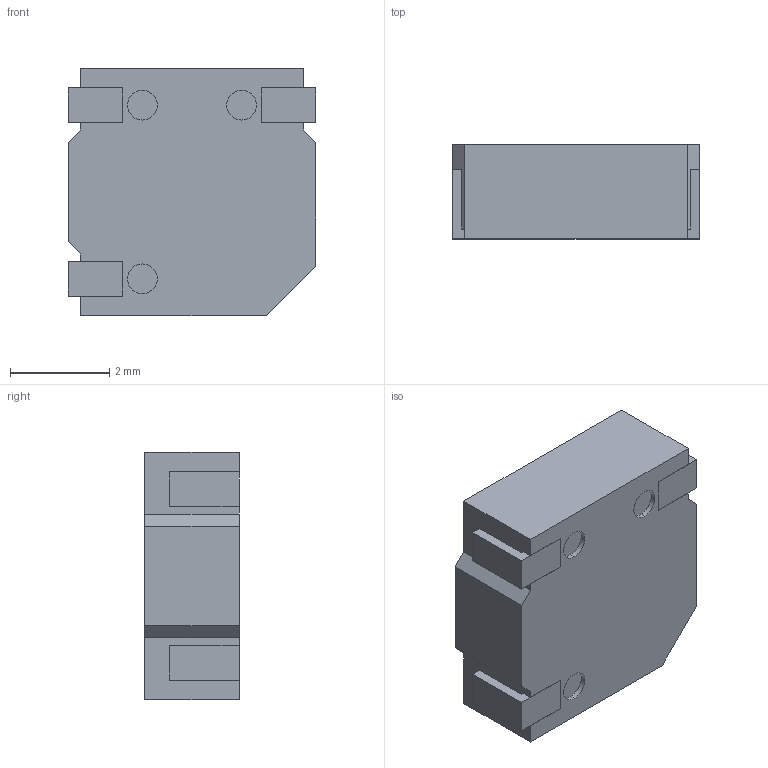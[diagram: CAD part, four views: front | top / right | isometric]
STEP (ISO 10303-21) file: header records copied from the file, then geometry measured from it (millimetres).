
FILE_DESCRIPTION (( 'STEP AP214' ), '1' );
FILE_NAME ('CUI_CSS-0575A-SMT.step', '2017-08-15T20:48:58', ( '' ), ( '' ), 'SwSTEP 2.0', 'SolidWorks 2017', '' );
FILE_SCHEMA (( 'AUTOMOTIVE_DESIGN' ));
Length unit declared in the file: millimetre
Products named in the file (1): CUI_CSS-0575A-SMT
Bounding box: 5 x 1.9 x 5 mm (x, y, z)
Volume: 45 mm3; surface area: 98.6 mm2
Topology: 4 solids, 4 shells, 64 faces, 153 edges, 102 vertices
Faces by surface type: plane 54, cylinder 10
Entity records: 2503 total; most frequent: CARTESIAN_POINT 320, ORIENTED_EDGE 306, DIRECTION 303, EDGE_CURVE 153, VECTOR 133, LINE 133, VERTEX_POINT 102, AXIS2_PLACEMENT_3D 85
